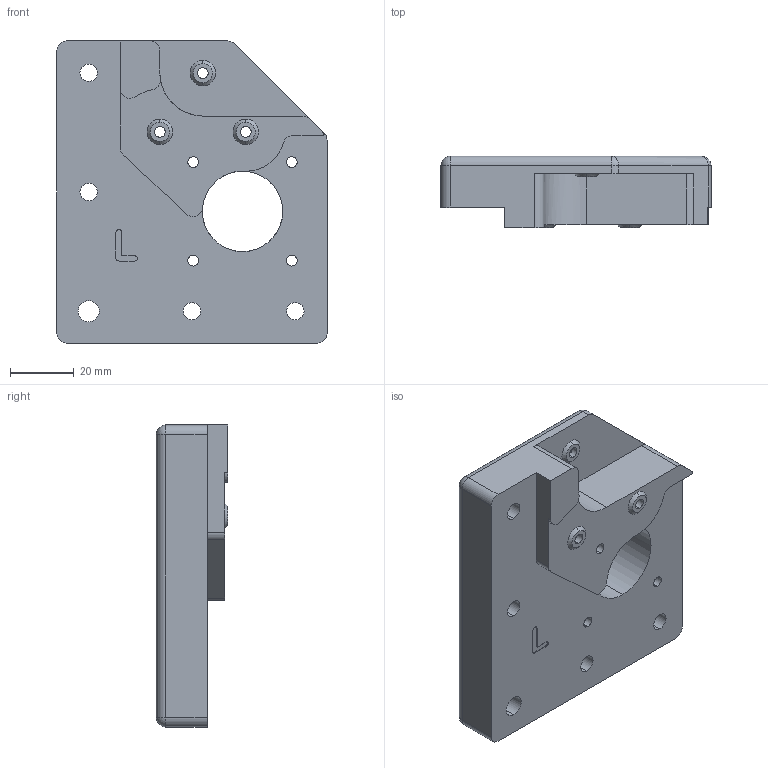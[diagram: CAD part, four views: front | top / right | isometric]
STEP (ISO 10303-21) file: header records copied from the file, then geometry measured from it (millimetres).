
FILE_DESCRIPTION (( 'STEP AP203' ), '1' );
FILE_NAME ('blv-10mm-motor bracket left top_v2.STEP', '2019-08-19T09:34:11', ( '' ), ( '' ), 'SwSTEP 2.0', 'SolidWorks 2016', '' );
FILE_SCHEMA (( 'CONFIG_CONTROL_DESIGN' ));
Length unit declared in the file: millimetre
Products named in the file (2): blv-10mm-motor bracket left top_v2
Bounding box: 85 x 22.5 x 95 mm (x, y, z)
Volume: 107803.9 mm3; surface area: 24800.1 mm2
Topology: 1 solids, 1 shells, 122 faces, 304 edges, 195 vertices
Faces by surface type: cylinder 71, plane 35, cone 6, sphere 5, bspline 5
Entity records: 4038 total; most frequent: CARTESIAN_POINT 824, DIRECTION 685, ORIENTED_EDGE 600, EDGE_CURVE 300, AXIS2_PLACEMENT_3D 276, VERTEX_POINT 195, EDGE_LOOP 163, CIRCLE 157
